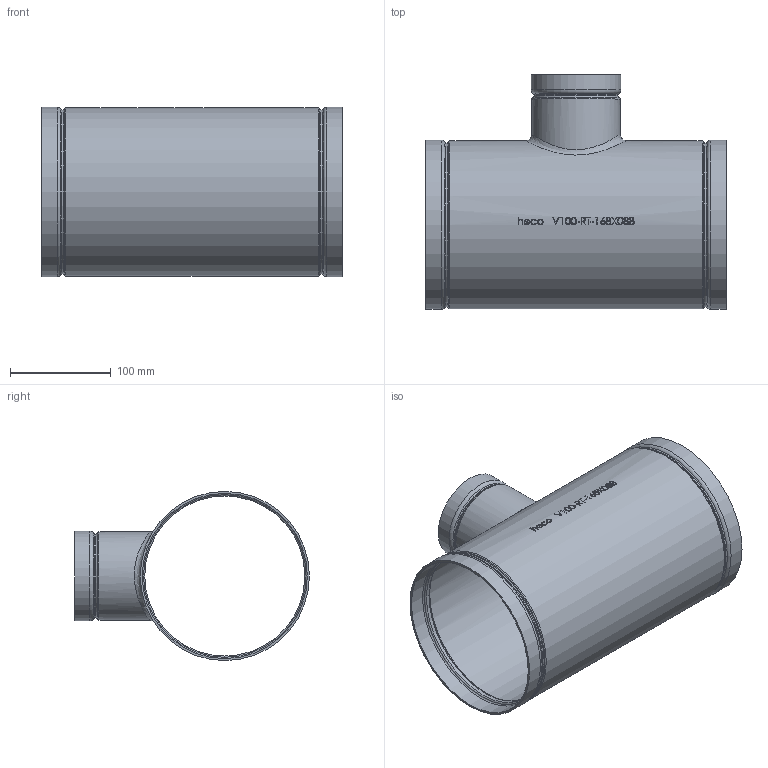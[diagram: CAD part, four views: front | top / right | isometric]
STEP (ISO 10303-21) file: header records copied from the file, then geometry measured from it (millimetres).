
FILE_DESCRIPTION (( 'STEP AP214' ), '1' );
FILE_NAME ('V100-RT-168X088-x Typ E493 DN150x80 600x300 Ø168,3x88,9 1812.STEP', '2018-12-17T09:02:26', ( '' ), ( '' ), 'SwSTEP 2.0', 'SolidWorks 2016', '' );
FILE_SCHEMA (( 'AUTOMOTIVE_DESIGN' ));
Length unit declared in the file: inch
Products named in the file (1): V100-RT-168X088-x Typ E493 DN150x80 600x300 Ø168,3x88,9 1812
Bounding box: 298.7 x 233.49 x 168.28 mm (x, y, z)
Volume: 347711.6 mm3; surface area: 343707.2 mm2
Topology: 1 solids, 1 shells, 284 faces, 719 edges, 470 vertices
Faces by surface type: bspline 152, plane 54, cylinder 48, torus 24, cone 6
Full cylindrical faces by diameter (mm): 79.121 x1, 83.185 x1, 83.718 x1, 84.836 x1, 87.782 x1, 88.9 x1, 159.207 x2, 163.093 x1, 163.271 x2, 164.211 x2, 167.157 x1, 168.275 x2
Entity records: 42041 total; most frequent: CARTESIAN_POINT 33901, ORIENTED_EDGE 1310, EDGE_CURVE 655, DIRECTION 539, B_SPLINE_CURVE_WITH_KNOTS 470, VERTEX_POINT 454, EDGE_LOOP 369, FACE_OUTER_BOUND 326
